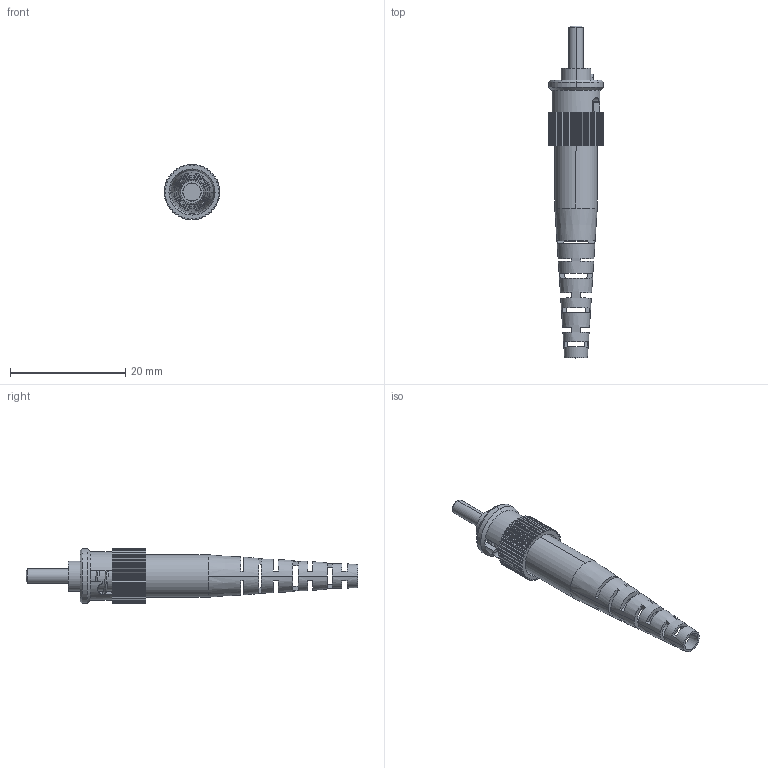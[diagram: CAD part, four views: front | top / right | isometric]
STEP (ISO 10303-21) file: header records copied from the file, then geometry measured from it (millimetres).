
FILE_DESCRIPTION (( 'STEP AP214' ), '1' );
FILE_NAME ('FOC-STMMS30.STEP', '2020-02-25T20:12:21', ( '' ), ( '' ), 'SwSTEP 2.0', 'SolidWorks 2018', '' );
FILE_SCHEMA (( 'AUTOMOTIVE_DESIGN' ));
Length unit declared in the file: inch
Products named in the file (4): FOC-001BA-PROD-MA1_New - With Locking Slots; FOC-STMMS30; FOC-001BA-PROD-MA2; FOC-001BA-PROD-MA3
Assembly tree (3 placements, depth 2):
  FOC-STMMS30
    FOC-001BA-PROD-MA1_New - With Locking Slots
    FOC-001BA-PROD-MA3
    FOC-001BA-PROD-MA2
Bounding box: 9.65 x 57.66 x 9.65 mm (x, y, z)
Volume: 1385.1 mm3; surface area: 2867 mm2
Topology: 3 solids, 3 shells, 320 faces, 949 edges, 629 vertices
Faces by surface type: plane 175, cylinder 125, cone 16, bspline 2, torus 2
Entity records: 13046 total; most frequent: CARTESIAN_POINT 3477, ORIENTED_EDGE 1898, DIRECTION 1874, EDGE_CURVE 949, AXIS2_PLACEMENT_3D 678, VERTEX_POINT 629, LINE 518, VECTOR 518
